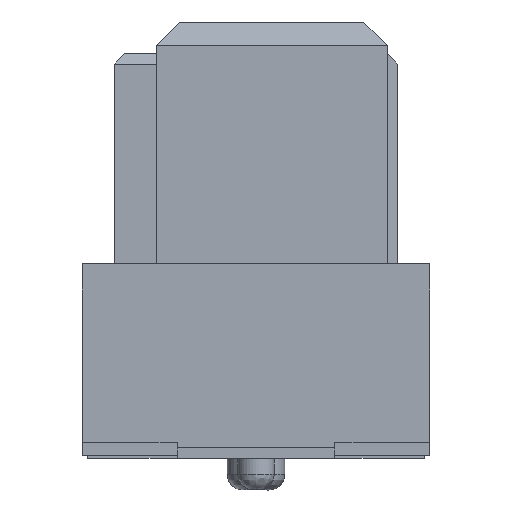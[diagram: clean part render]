
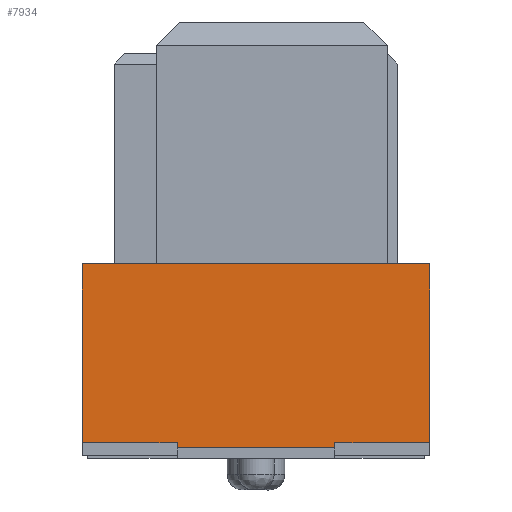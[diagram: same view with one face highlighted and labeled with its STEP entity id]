
A CAD part, left-side view. The second image highlights one B-rep face of the part: STEP entity #7934.
In plain terms, the highlighted planar face has unit normal (-1, 0, 0).
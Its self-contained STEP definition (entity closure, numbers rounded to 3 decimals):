
#292=FACE_OUTER_BOUND('',#753,.T.);
#753=EDGE_LOOP('',(#5498,#5499,#5500,#5501,#5502,#5503,#5504,#5505));
#1296=LINE('',#11189,#2369);
#1437=LINE('',#11469,#2510);
#1442=LINE('',#11480,#2515);
#1443=LINE('',#11482,#2516);
#1444=LINE('',#11484,#2517);
#1445=LINE('',#11485,#2518);
#1446=LINE('',#11487,#2519);
#1447=LINE('',#11488,#2520);
#2369=VECTOR('',#9006,6.6);
#2510=VECTOR('',#9177,3.4);
#2515=VECTOR('',#9184,3.);
#2516=VECTOR('',#9185,0.1);
#2517=VECTOR('',#9186,1.8);
#2518=VECTOR('',#9187,3.4);
#2519=VECTOR('',#9188,1.8);
#2520=VECTOR('',#9189,0.1);
#3438=VERTEX_POINT('',#11186);
#3439=VERTEX_POINT('',#11188);
#3563=VERTEX_POINT('',#11468);
#3567=VERTEX_POINT('',#11478);
#3568=VERTEX_POINT('',#11479);
#3569=VERTEX_POINT('',#11481);
#3570=VERTEX_POINT('',#11483);
#3571=VERTEX_POINT('',#11486);
#4170=EDGE_CURVE('',#3438,#3439,#1296,.T.);
#4311=EDGE_CURVE('',#3438,#3563,#1437,.T.);
#4316=EDGE_CURVE('',#3567,#3568,#1442,.T.);
#4317=EDGE_CURVE('',#3568,#3569,#1443,.T.);
#4318=EDGE_CURVE('',#3569,#3570,#1444,.T.);
#4319=EDGE_CURVE('',#3570,#3439,#1445,.T.);
#4320=EDGE_CURVE('',#3563,#3571,#1446,.T.);
#4321=EDGE_CURVE('',#3567,#3571,#1447,.T.);
#5498=ORIENTED_EDGE('',*,*,#4316,.T.);
#5499=ORIENTED_EDGE('',*,*,#4317,.T.);
#5500=ORIENTED_EDGE('',*,*,#4318,.T.);
#5501=ORIENTED_EDGE('',*,*,#4319,.T.);
#5502=ORIENTED_EDGE('',*,*,#4170,.F.);
#5503=ORIENTED_EDGE('',*,*,#4311,.T.);
#5504=ORIENTED_EDGE('',*,*,#4320,.T.);
#5505=ORIENTED_EDGE('',*,*,#4321,.F.);
#7516=PLANE('',#8410);
#7934=ADVANCED_FACE('',(#292),#7516,.F.);
#8410=AXIS2_PLACEMENT_3D('',#11477,#9182,#9183);
#9006=DIRECTION('',(0.,-1.,0.));
#9177=DIRECTION('',(0.,0.,-1.));
#9182=DIRECTION('center_axis',(1.,0.,0.));
#9183=DIRECTION('ref_axis',(0.,1.,0.));
#9184=DIRECTION('',(0.,-1.,0.));
#9185=DIRECTION('',(0.,0.,1.));
#9186=DIRECTION('',(0.,-1.,0.));
#9187=DIRECTION('',(0.,0.,1.));
#9188=DIRECTION('',(0.,-1.,0.));
#9189=DIRECTION('',(0.,0.,1.));
#11186=CARTESIAN_POINT('',(-10.55,3.3,-4.));
#11188=CARTESIAN_POINT('',(-10.55,-3.3,-4.));
#11189=CARTESIAN_POINT('',(-10.55,3.3,-4.));
#11468=CARTESIAN_POINT('',(-10.55,3.3,-7.4));
#11469=CARTESIAN_POINT('',(-10.55,3.3,-4.));
#11477=CARTESIAN_POINT('Origin',(-10.55,0.,0.));
#11478=CARTESIAN_POINT('',(-10.55,1.5,-7.5));
#11479=CARTESIAN_POINT('',(-10.55,-1.5,-7.5));
#11480=CARTESIAN_POINT('',(-10.55,1.5,-7.5));
#11481=CARTESIAN_POINT('',(-10.55,-1.5,-7.4));
#11482=CARTESIAN_POINT('',(-10.55,-1.5,-7.5));
#11483=CARTESIAN_POINT('',(-10.55,-3.3,-7.4));
#11484=CARTESIAN_POINT('',(-10.55,-1.5,-7.4));
#11485=CARTESIAN_POINT('',(-10.55,-3.3,-7.4));
#11486=CARTESIAN_POINT('',(-10.55,1.5,-7.4));
#11487=CARTESIAN_POINT('',(-10.55,3.3,-7.4));
#11488=CARTESIAN_POINT('',(-10.55,1.5,-7.5));
